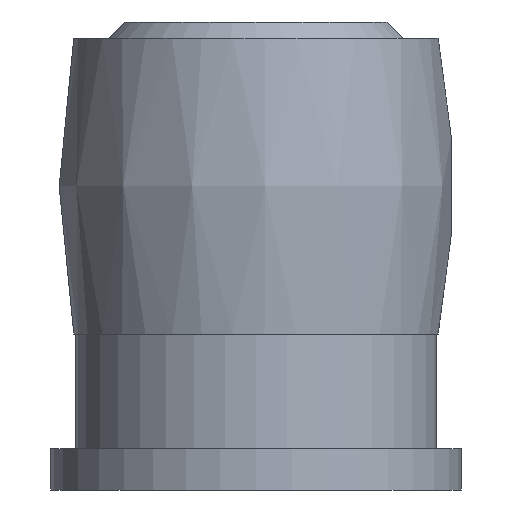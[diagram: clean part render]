
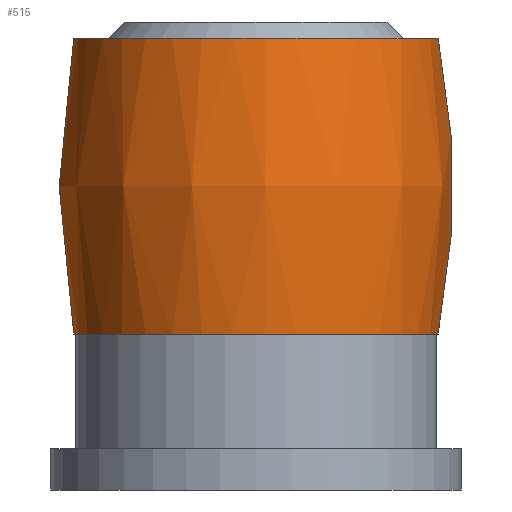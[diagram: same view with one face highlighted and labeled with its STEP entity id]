
A CAD part, left-side view. The second image highlights one B-rep face of the part: STEP entity #515.
In plain terms, the highlighted free-form (B-spline) face has degree [2, 2] with [3, 9] control points.
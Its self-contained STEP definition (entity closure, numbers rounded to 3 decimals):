
#27=(
BOUNDED_SURFACE()
B_SPLINE_SURFACE(2,2,((#1013,#1014,#1015,#1016,#1017,#1018,#1019,#1020,
#1021),(#1022,#1023,#1024,#1025,#1026,#1027,#1028,#1029,#1030),(#1031,#1032,
#1033,#1034,#1035,#1036,#1037,#1038,#1039)),.UNSPECIFIED.,.F.,.T.,.F.)
B_SPLINE_SURFACE_WITH_KNOTS((3,3),(3,2,2,2,3),(-0.197,0.197),
(-3.142,-1.571,0.,1.571,3.142),
 .UNSPECIFIED.)
GEOMETRIC_REPRESENTATION_ITEM()
RATIONAL_B_SPLINE_SURFACE(((1.,0.707,1.,0.707,1.,
0.707,1.,0.707,1.),(0.981,0.693,
0.981,0.693,0.981,0.693,
0.981,0.693,0.981),(1.,0.707,
1.,0.707,1.,0.707,1.,0.707,1.)))
REPRESENTATION_ITEM('')
SURFACE()
);
#98=FACE_OUTER_BOUND('',#141,.T.);
#141=EDGE_LOOP('',(#448,#449,#450,#451,#452,#453));
#223=CIRCLE('',#695,11.111);
#224=CIRCLE('',#696,11.111);
#225=CIRCLE('',#697,46.);
#226=CIRCLE('',#698,11.111);
#227=CIRCLE('',#699,11.111);
#271=VERTEX_POINT('',#1040);
#272=VERTEX_POINT('',#1041);
#273=VERTEX_POINT('',#1044);
#274=VERTEX_POINT('',#1046);
#333=EDGE_CURVE('',#271,#272,#223,.T.);
#334=EDGE_CURVE('',#272,#271,#224,.T.);
#335=EDGE_CURVE('',#272,#273,#225,.T.);
#336=EDGE_CURVE('',#273,#274,#226,.T.);
#337=EDGE_CURVE('',#274,#273,#227,.T.);
#448=ORIENTED_EDGE('',*,*,#333,.F.);
#449=ORIENTED_EDGE('',*,*,#334,.F.);
#450=ORIENTED_EDGE('',*,*,#335,.T.);
#451=ORIENTED_EDGE('',*,*,#336,.T.);
#452=ORIENTED_EDGE('',*,*,#337,.T.);
#453=ORIENTED_EDGE('',*,*,#335,.F.);
#515=ADVANCED_FACE('',(#98),#27,.F.);
#695=AXIS2_PLACEMENT_3D('',#1042,#854,#855);
#696=AXIS2_PLACEMENT_3D('',#1043,#856,#857);
#697=AXIS2_PLACEMENT_3D('',#1045,#858,#859);
#698=AXIS2_PLACEMENT_3D('',#1047,#860,#861);
#699=AXIS2_PLACEMENT_3D('',#1048,#862,#863);
#854=DIRECTION('center_axis',(1.,0.,0.));
#855=DIRECTION('ref_axis',(0.,1.,0.));
#856=DIRECTION('center_axis',(1.,0.,0.));
#857=DIRECTION('ref_axis',(0.,1.,0.));
#858=DIRECTION('center_axis',(0.,-1.,0.));
#859=DIRECTION('ref_axis',(0.,0.,1.));
#860=DIRECTION('center_axis',(1.,0.,0.));
#861=DIRECTION('ref_axis',(0.,1.,0.));
#862=DIRECTION('center_axis',(1.,0.,0.));
#863=DIRECTION('ref_axis',(0.,1.,0.));
#1013=CARTESIAN_POINT('Ctrl Pts',(10.205,10.083,11.111));
#1014=CARTESIAN_POINT('Ctrl Pts',(10.205,-1.028,11.111));
#1015=CARTESIAN_POINT('Ctrl Pts',(10.205,-1.028,0.));
#1016=CARTESIAN_POINT('Ctrl Pts',(10.205,-1.028,-11.111));
#1017=CARTESIAN_POINT('Ctrl Pts',(10.205,10.083,-11.111));
#1018=CARTESIAN_POINT('Ctrl Pts',(10.205,21.193,-11.111));
#1019=CARTESIAN_POINT('Ctrl Pts',(10.205,21.193,0.));
#1020=CARTESIAN_POINT('Ctrl Pts',(10.205,21.193,11.111));
#1021=CARTESIAN_POINT('Ctrl Pts',(10.205,10.083,11.111));
#1022=CARTESIAN_POINT('Ctrl Pts',(19.205,10.083,12.907));
#1023=CARTESIAN_POINT('Ctrl Pts',(19.205,-2.824,12.907));
#1024=CARTESIAN_POINT('Ctrl Pts',(19.205,-2.824,0.));
#1025=CARTESIAN_POINT('Ctrl Pts',(19.205,-2.824,-12.907));
#1026=CARTESIAN_POINT('Ctrl Pts',(19.205,10.083,-12.907));
#1027=CARTESIAN_POINT('Ctrl Pts',(19.205,22.989,-12.907));
#1028=CARTESIAN_POINT('Ctrl Pts',(19.205,22.989,0.));
#1029=CARTESIAN_POINT('Ctrl Pts',(19.205,22.989,12.907));
#1030=CARTESIAN_POINT('Ctrl Pts',(19.205,10.083,12.907));
#1031=CARTESIAN_POINT('Ctrl Pts',(28.205,10.083,11.111));
#1032=CARTESIAN_POINT('Ctrl Pts',(28.205,-1.028,11.111));
#1033=CARTESIAN_POINT('Ctrl Pts',(28.205,-1.028,0.));
#1034=CARTESIAN_POINT('Ctrl Pts',(28.205,-1.028,-11.111));
#1035=CARTESIAN_POINT('Ctrl Pts',(28.205,10.083,-11.111));
#1036=CARTESIAN_POINT('Ctrl Pts',(28.205,21.193,-11.111));
#1037=CARTESIAN_POINT('Ctrl Pts',(28.205,21.193,0.));
#1038=CARTESIAN_POINT('Ctrl Pts',(28.205,21.193,11.111));
#1039=CARTESIAN_POINT('Ctrl Pts',(28.205,10.083,11.111));
#1040=CARTESIAN_POINT('',(28.205,21.193,0.));
#1041=CARTESIAN_POINT('',(28.205,10.083,11.111));
#1042=CARTESIAN_POINT('Origin',(28.205,10.083,0.));
#1043=CARTESIAN_POINT('Origin',(28.205,10.083,0.));
#1044=CARTESIAN_POINT('',(10.205,10.083,11.111));
#1045=CARTESIAN_POINT('Origin',(19.205,10.083,-34.));
#1046=CARTESIAN_POINT('',(10.205,21.193,0.));
#1047=CARTESIAN_POINT('Origin',(10.205,10.083,0.));
#1048=CARTESIAN_POINT('Origin',(10.205,10.083,0.));
